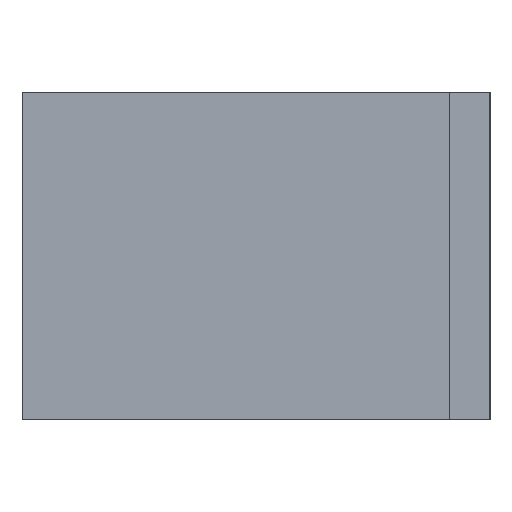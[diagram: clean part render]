
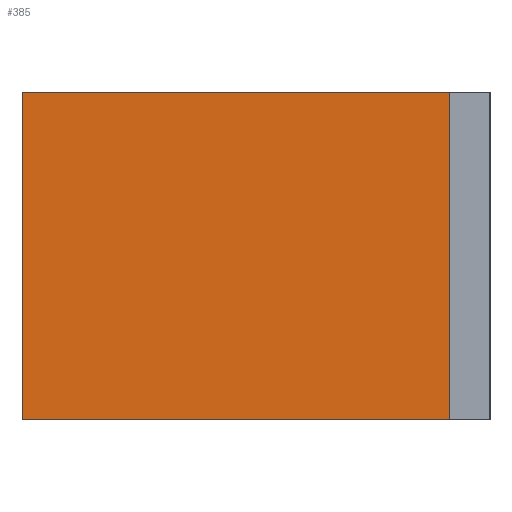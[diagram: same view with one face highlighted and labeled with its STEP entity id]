
A CAD part, left-side view. The second image highlights one B-rep face of the part: STEP entity #385.
In plain terms, the highlighted planar face has unit normal (-1, 0, 0).
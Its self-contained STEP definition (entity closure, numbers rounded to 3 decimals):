
#39=PLANE('',#439);
#63=FACE_OUTER_BOUND('',#97,.T.);
#97=EDGE_LOOP('',(#343,#344,#345,#346));
#116=LINE('',#633,#148);
#124=LINE('',#646,#156);
#125=LINE('',#649,#157);
#130=LINE('',#658,#162);
#148=VECTOR('',#526,10.);
#156=VECTOR('',#538,10.);
#157=VECTOR('',#541,10.);
#162=VECTOR('',#552,10.);
#204=VERTEX_POINT('',#630);
#205=VERTEX_POINT('',#632);
#208=VERTEX_POINT('',#644);
#209=VERTEX_POINT('',#648);
#244=EDGE_CURVE('',#204,#205,#116,.T.);
#252=EDGE_CURVE('',#208,#204,#124,.T.);
#253=EDGE_CURVE('',#209,#208,#125,.T.);
#258=EDGE_CURVE('',#209,#205,#130,.T.);
#343=ORIENTED_EDGE('',*,*,#252,.F.);
#344=ORIENTED_EDGE('',*,*,#253,.F.);
#345=ORIENTED_EDGE('',*,*,#258,.T.);
#346=ORIENTED_EDGE('',*,*,#244,.F.);
#385=ADVANCED_FACE('',(#63),#39,.T.);
#439=AXIS2_PLACEMENT_3D('',#657,#550,#551);
#526=DIRECTION('',(0.,0.,1.));
#538=DIRECTION('',(0.,1.,0.));
#541=DIRECTION('',(0.,0.,-1.));
#550=DIRECTION('center_axis',(-1.,0.,0.));
#551=DIRECTION('ref_axis',(0.,0.,1.));
#552=DIRECTION('',(0.,1.,0.));
#630=CARTESIAN_POINT('',(-50.,57.2,-20.));
#632=CARTESIAN_POINT('',(-50.,57.2,20.));
#633=CARTESIAN_POINT('',(-50.,57.2,20.));
#644=CARTESIAN_POINT('',(-50.,5.,-20.));
#646=CARTESIAN_POINT('',(-50.,5.,-20.));
#648=CARTESIAN_POINT('',(-50.,5.,20.));
#649=CARTESIAN_POINT('',(-50.,5.,-10.));
#657=CARTESIAN_POINT('Origin',(-50.,5.,-20.));
#658=CARTESIAN_POINT('',(-50.,5.,20.));
